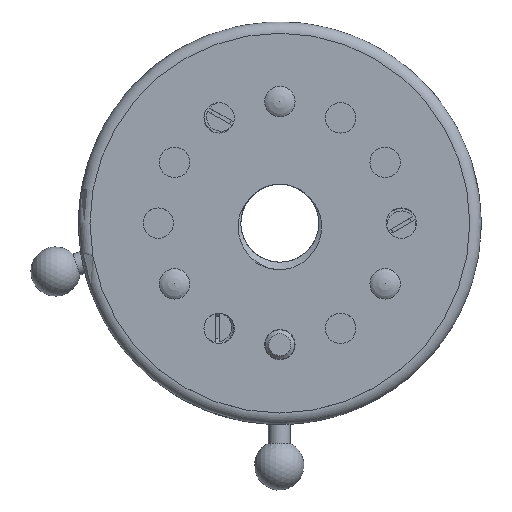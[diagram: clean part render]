
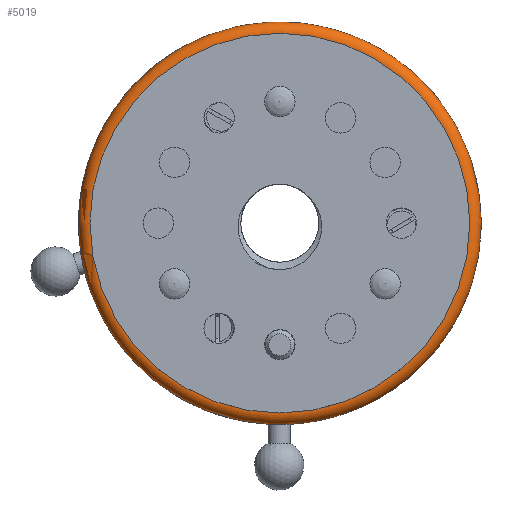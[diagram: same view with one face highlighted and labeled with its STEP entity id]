
A CAD part, top view. The second image highlights one B-rep face of the part: STEP entity #5019.
In plain terms, the highlighted toroidal (fillet/blend) face has major radius 25 mm and minor radius 1.5 mm.
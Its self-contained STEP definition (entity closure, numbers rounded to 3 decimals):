
#37=TOROIDAL_SURFACE('',#5764,25.,1.5);
#382=B_SPLINE_CURVE_WITH_KNOTS('',3,(#18478,#18479,#18480,#18481,#18482,
#18483,#18484,#18485,#18486,#18487),.UNSPECIFIED.,.F.,.F.,(4,2,2,2,4),(1.589,
1.673,1.764,1.866,1.89),
 .UNSPECIFIED.);
#383=B_SPLINE_CURVE_WITH_KNOTS('',3,(#18488,#18489,#18490,#18491,#18492,
#18493,#18494,#18495,#18496,#18497,#18498,#18499,#18500,#18501),
 .UNSPECIFIED.,.F.,.F.,(4,2,2,2,2,2,4),(0.239,0.271,
0.331,0.374,0.42,0.484,0.503),
 .UNSPECIFIED.);
#384=B_SPLINE_CURVE_WITH_KNOTS('',3,(#18502,#18503,#18504,#18505,#18506,
#18507,#18508,#18509,#18510,#18511),.UNSPECIFIED.,.F.,.F.,(4,2,2,2,4),(1.586,
1.669,1.759,1.859,1.888),
 .UNSPECIFIED.);
#956=FACE_OUTER_BOUND('',#1299,.T.);
#1299=EDGE_LOOP('',(#4396,#4397,#4398,#4399,#4400,#4401,#4402,#4403,#4404,
#4405));
#2099=CIRCLE('',#5744,26.5);
#2100=CIRCLE('',#5745,26.5);
#2106=CIRCLE('',#5751,26.5);
#2107=CIRCLE('',#5752,26.5);
#2115=CIRCLE('',#5765,25.);
#2116=CIRCLE('',#5766,1.5);
#2511=VERTEX_POINT('',#18168);
#2512=VERTEX_POINT('',#18169);
#2515=VERTEX_POINT('',#18199);
#2516=VERTEX_POINT('',#18208);
#2524=VERTEX_POINT('',#18261);
#2527=VERTEX_POINT('',#18291);
#2528=VERTEX_POINT('',#18300);
#2544=VERTEX_POINT('',#18475);
#3150=EDGE_CURVE('',#2511,#2512,#2099,.T.);
#3154=EDGE_CURVE('',#2516,#2515,#2100,.T.);
#3164=EDGE_CURVE('',#2524,#2516,#2106,.T.);
#3168=EDGE_CURVE('',#2528,#2527,#2107,.T.);
#3189=EDGE_CURVE('',#2544,#2544,#2115,.T.);
#3190=EDGE_CURVE('',#2544,#2516,#2116,.T.);
#3191=EDGE_CURVE('',#2515,#2511,#382,.T.);
#3192=EDGE_CURVE('',#2512,#2528,#383,.T.);
#3193=EDGE_CURVE('',#2527,#2524,#384,.T.);
#4396=ORIENTED_EDGE('',*,*,#3189,.T.);
#4397=ORIENTED_EDGE('',*,*,#3190,.T.);
#4398=ORIENTED_EDGE('',*,*,#3154,.T.);
#4399=ORIENTED_EDGE('',*,*,#3191,.T.);
#4400=ORIENTED_EDGE('',*,*,#3150,.T.);
#4401=ORIENTED_EDGE('',*,*,#3192,.T.);
#4402=ORIENTED_EDGE('',*,*,#3168,.T.);
#4403=ORIENTED_EDGE('',*,*,#3193,.T.);
#4404=ORIENTED_EDGE('',*,*,#3164,.T.);
#4405=ORIENTED_EDGE('',*,*,#3190,.F.);
#5019=ADVANCED_FACE('',(#956),#37,.T.);
#5744=AXIS2_PLACEMENT_3D('',#18170,#6978,#6979);
#5745=AXIS2_PLACEMENT_3D('',#18209,#6980,#6981);
#5751=AXIS2_PLACEMENT_3D('',#18262,#6994,#6995);
#5752=AXIS2_PLACEMENT_3D('',#18301,#6996,#6997);
#5764=AXIS2_PLACEMENT_3D('',#18474,#7024,#7025);
#5765=AXIS2_PLACEMENT_3D('',#18476,#7026,#7027);
#5766=AXIS2_PLACEMENT_3D('',#18477,#7028,#7029);
#6978=DIRECTION('center_axis',(0.,0.,1.));
#6979=DIRECTION('ref_axis',(1.,0.,0.));
#6980=DIRECTION('center_axis',(0.,0.,1.));
#6981=DIRECTION('ref_axis',(1.,0.,0.));
#6994=DIRECTION('center_axis',(0.,0.,1.));
#6995=DIRECTION('ref_axis',(1.,0.,0.));
#6996=DIRECTION('center_axis',(0.,0.,1.));
#6997=DIRECTION('ref_axis',(1.,0.,0.));
#7024=DIRECTION('center_axis',(0.,0.,1.));
#7025=DIRECTION('ref_axis',(1.,0.,0.));
#7026=DIRECTION('center_axis',(0.,0.,-1.));
#7027=DIRECTION('ref_axis',(1.,0.,0.));
#7028=DIRECTION('center_axis',(0.,-1.,0.));
#7029=DIRECTION('ref_axis',(-1.,0.,0.));
#18168=CARTESIAN_POINT('',(-9.788,-24.626,16.));
#18169=CARTESIAN_POINT('',(26.489,0.775,16.));
#18170=CARTESIAN_POINT('Origin',(0.,0.,16.));
#18199=CARTESIAN_POINT('',(-12.573,-23.328,16.));
#18208=CARTESIAN_POINT('',(-26.5,0.,16.));
#18209=CARTESIAN_POINT('Origin',(0.,0.,16.));
#18261=CARTESIAN_POINT('',(-16.433,20.79,16.));
#18262=CARTESIAN_POINT('Origin',(0.,0.,16.));
#18291=CARTESIAN_POINT('',(-13.916,22.552,16.));
#18300=CARTESIAN_POINT('',(26.221,3.836,16.));
#18301=CARTESIAN_POINT('Origin',(0.,0.,16.));
#18474=CARTESIAN_POINT('Origin',(0.,0.,16.));
#18475=CARTESIAN_POINT('',(-25.,0.,17.5));
#18476=CARTESIAN_POINT('Origin',(0.,0.,17.5));
#18477=CARTESIAN_POINT('Origin',(-25.,0.,16.));
#18478=CARTESIAN_POINT('Ctrl Pts',(-12.573,-23.328,
16.));
#18479=CARTESIAN_POINT('Ctrl Pts',(-12.355,-23.445,
16.138));
#18480=CARTESIAN_POINT('Ctrl Pts',(-12.102,-23.556,
16.248));
#18481=CARTESIAN_POINT('Ctrl Pts',(-11.53,-23.806,
16.394));
#18482=CARTESIAN_POINT('Ctrl Pts',(-11.22,-23.945,
16.418));
#18483=CARTESIAN_POINT('Ctrl Pts',(-10.577,-24.256,
16.352));
#18484=CARTESIAN_POINT('Ctrl Pts',(-10.268,-24.416,
16.252));
#18485=CARTESIAN_POINT('Ctrl Pts',(-9.92,-24.572,
16.076));
#18486=CARTESIAN_POINT('Ctrl Pts',(-9.854,-24.6,
16.039));
#18487=CARTESIAN_POINT('Ctrl Pts',(-9.788,-24.626,
16.));
#18488=CARTESIAN_POINT('Ctrl Pts',(26.489,0.775,16.));
#18489=CARTESIAN_POINT('Ctrl Pts',(26.485,0.887,16.062));
#18490=CARTESIAN_POINT('Ctrl Pts',(26.477,1.003,16.119));
#18491=CARTESIAN_POINT('Ctrl Pts',(26.447,1.347,16.259));
#18492=CARTESIAN_POINT('Ctrl Pts',(26.419,1.578,16.324));
#18493=CARTESIAN_POINT('Ctrl Pts',(26.374,1.991,16.389));
#18494=CARTESIAN_POINT('Ctrl Pts',(26.357,2.169,16.402));
#18495=CARTESIAN_POINT('Ctrl Pts',(26.326,2.532,16.397));
#18496=CARTESIAN_POINT('Ctrl Pts',(26.313,2.715,16.378));
#18497=CARTESIAN_POINT('Ctrl Pts',(26.285,3.152,16.295));
#18498=CARTESIAN_POINT('Ctrl Pts',(26.271,3.399,16.214));
#18499=CARTESIAN_POINT('Ctrl Pts',(26.239,3.703,16.072));
#18500=CARTESIAN_POINT('Ctrl Pts',(26.23,3.771,16.037));
#18501=CARTESIAN_POINT('Ctrl Pts',(26.221,3.836,16.));
#18502=CARTESIAN_POINT('Ctrl Pts',(-13.916,22.552,16.));
#18503=CARTESIAN_POINT('Ctrl Pts',(-14.123,22.424,16.136));
#18504=CARTESIAN_POINT('Ctrl Pts',(-14.342,22.264,16.245));
#18505=CARTESIAN_POINT('Ctrl Pts',(-14.838,21.899,16.391));
#18506=CARTESIAN_POINT('Ctrl Pts',(-15.108,21.702,16.417));
#18507=CARTESIAN_POINT('Ctrl Pts',(-15.692,21.304,16.358));
#18508=CARTESIAN_POINT('Ctrl Pts',(-15.982,21.119,16.263));
#18509=CARTESIAN_POINT('Ctrl Pts',(-16.3,20.892,16.088));
#18510=CARTESIAN_POINT('Ctrl Pts',(-16.368,20.841,16.046));
#18511=CARTESIAN_POINT('Ctrl Pts',(-16.433,20.79,16.));
